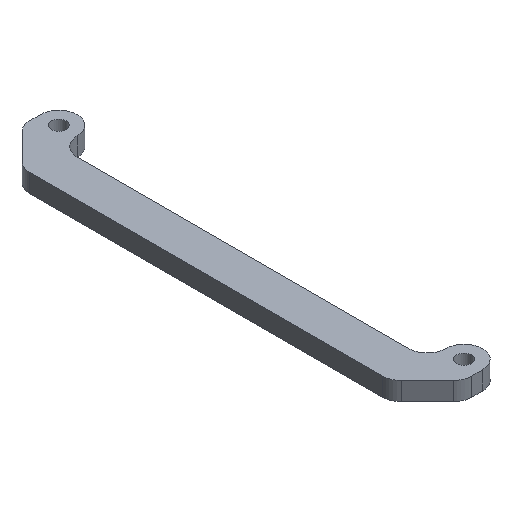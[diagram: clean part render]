
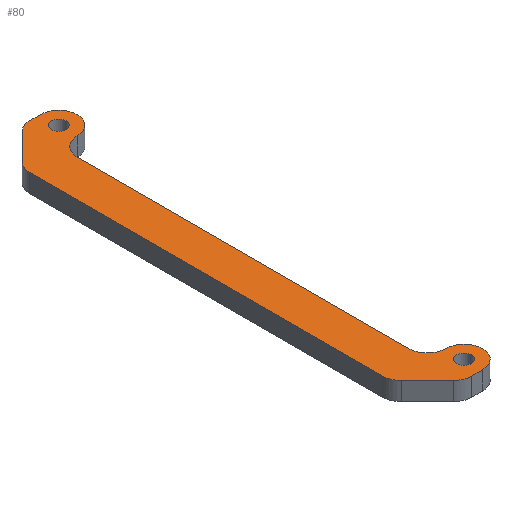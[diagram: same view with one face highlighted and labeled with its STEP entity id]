
A CAD part, isometric view. The second image highlights one B-rep face of the part: STEP entity #80.
In plain terms, the highlighted planar face has unit normal (0, 0, 1).
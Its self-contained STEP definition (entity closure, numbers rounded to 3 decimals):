
#48=FACE_BOUND('',#122,.T.);
#49=FACE_BOUND('',#123,.T.);
#50=FACE_BOUND('',#124,.T.);
#54=CIRCLE('',#364,2.);
#56=CIRCLE('',#368,2.);
#58=CIRCLE('',#371,5.);
#59=CIRCLE('',#372,5.);
#60=CIRCLE('',#373,5.);
#61=CIRCLE('',#374,5.);
#62=CIRCLE('',#375,5.);
#63=CIRCLE('',#376,5.);
#64=CIRCLE('',#377,5.);
#65=CIRCLE('',#378,5.);
#80=ADVANCED_FACE('',(#48,#49,#50),#96,.T.);
#96=PLANE('',#379);
#122=EDGE_LOOP('',(#158,#159,#160,#161,#162,#163,#164,#165,#166,#167,#168,
#169,#170,#171));
#123=EDGE_LOOP('',(#172));
#124=EDGE_LOOP('',(#173));
#158=ORIENTED_EDGE('',*,*,#268,.T.);
#159=ORIENTED_EDGE('',*,*,#282,.T.);
#160=ORIENTED_EDGE('',*,*,#283,.T.);
#161=ORIENTED_EDGE('',*,*,#270,.T.);
#162=ORIENTED_EDGE('',*,*,#284,.T.);
#163=ORIENTED_EDGE('',*,*,#285,.T.);
#164=ORIENTED_EDGE('',*,*,#276,.T.);
#165=ORIENTED_EDGE('',*,*,#286,.T.);
#166=ORIENTED_EDGE('',*,*,#287,.T.);
#167=ORIENTED_EDGE('',*,*,#288,.T.);
#168=ORIENTED_EDGE('',*,*,#262,.T.);
#169=ORIENTED_EDGE('',*,*,#289,.T.);
#170=ORIENTED_EDGE('',*,*,#290,.T.);
#171=ORIENTED_EDGE('',*,*,#291,.T.);
#172=ORIENTED_EDGE('',*,*,#274,.F.);
#173=ORIENTED_EDGE('',*,*,#280,.F.);
#230=VERTEX_POINT('',#505);
#231=VERTEX_POINT('',#506);
#236=VERTEX_POINT('',#517);
#237=VERTEX_POINT('',#519);
#238=VERTEX_POINT('',#523);
#239=VERTEX_POINT('',#524);
#242=VERTEX_POINT('',#532);
#244=VERTEX_POINT('',#537);
#245=VERTEX_POINT('',#538);
#248=VERTEX_POINT('',#546);
#250=VERTEX_POINT('',#551);
#251=VERTEX_POINT('',#554);
#252=VERTEX_POINT('',#557);
#253=VERTEX_POINT('',#559);
#254=VERTEX_POINT('',#562);
#255=VERTEX_POINT('',#564);
#262=EDGE_CURVE('',#230,#231,#308,.T.);
#268=EDGE_CURVE('',#237,#236,#314,.T.);
#270=EDGE_CURVE('',#238,#239,#316,.T.);
#274=EDGE_CURVE('',#242,#242,#54,.T.);
#276=EDGE_CURVE('',#244,#245,#320,.T.);
#280=EDGE_CURVE('',#248,#248,#56,.T.);
#282=EDGE_CURVE('',#236,#250,#58,.T.);
#283=EDGE_CURVE('',#250,#238,#59,.T.);
#284=EDGE_CURVE('',#239,#251,#60,.T.);
#285=EDGE_CURVE('',#251,#244,#61,.T.);
#286=EDGE_CURVE('',#245,#252,#62,.T.);
#287=EDGE_CURVE('',#252,#253,#324,.T.);
#288=EDGE_CURVE('',#253,#230,#63,.T.);
#289=EDGE_CURVE('',#231,#254,#64,.T.);
#290=EDGE_CURVE('',#254,#255,#325,.T.);
#291=EDGE_CURVE('',#255,#237,#65,.T.);
#308=LINE('',#504,#334);
#314=LINE('',#518,#340);
#316=LINE('',#522,#342);
#320=LINE('',#536,#346);
#324=LINE('',#558,#350);
#325=LINE('',#563,#351);
#334=VECTOR('',#401,1.);
#340=VECTOR('',#409,1.);
#342=VECTOR('',#413,1.);
#346=VECTOR('',#425,1.);
#350=VECTOR('',#447,1.);
#351=VECTOR('',#452,1.);
#364=AXIS2_PLACEMENT_3D('',#531,#419,#420);
#368=AXIS2_PLACEMENT_3D('',#545,#431,#432);
#371=AXIS2_PLACEMENT_3D('',#550,#437,#438);
#372=AXIS2_PLACEMENT_3D('',#552,#439,#440);
#373=AXIS2_PLACEMENT_3D('',#553,#441,#442);
#374=AXIS2_PLACEMENT_3D('',#555,#443,#444);
#375=AXIS2_PLACEMENT_3D('',#556,#445,#446);
#376=AXIS2_PLACEMENT_3D('',#560,#448,#449);
#377=AXIS2_PLACEMENT_3D('',#561,#450,#451);
#378=AXIS2_PLACEMENT_3D('',#565,#453,#454);
#379=AXIS2_PLACEMENT_3D('',#566,#455,#456);
#401=DIRECTION('',(0.,-1.,0.));
#409=DIRECTION('',(1.,0.,0.));
#413=DIRECTION('',(0.,1.,0.));
#419=DIRECTION('',(0.,0.,1.));
#420=DIRECTION('',(1.,0.,0.));
#425=DIRECTION('',(-1.,0.,0.));
#431=DIRECTION('',(0.,0.,1.));
#432=DIRECTION('',(1.,0.,0.));
#437=DIRECTION('',(0.,0.,1.));
#438=DIRECTION('',(1.,0.,0.));
#439=DIRECTION('',(0.,0.,-1.));
#440=DIRECTION('',(1.,0.,0.));
#441=DIRECTION('',(0.,0.,-1.));
#442=DIRECTION('',(1.,0.,0.));
#443=DIRECTION('',(0.,0.,1.));
#444=DIRECTION('',(1.,0.,0.));
#445=DIRECTION('',(0.,0.,1.));
#446=DIRECTION('',(1.,0.,0.));
#447=DIRECTION('',(-0.707,-0.707,0.));
#448=DIRECTION('',(0.,0.,1.));
#449=DIRECTION('',(1.,0.,0.));
#450=DIRECTION('',(0.,0.,1.));
#451=DIRECTION('',(1.,0.,0.));
#452=DIRECTION('',(0.707,-0.707,0.));
#453=DIRECTION('',(0.,0.,1.));
#454=DIRECTION('',(1.,0.,0.));
#455=DIRECTION('',(0.,0.,1.));
#456=DIRECTION('',(1.,0.,0.));
#504=CARTESIAN_POINT('',(-5.,60.,5.));
#505=CARTESIAN_POINT('',(-5.,47.929,5.));
#506=CARTESIAN_POINT('',(-5.,-47.929,5.));
#517=CARTESIAN_POINT('',(10.,-60.,5.));
#518=CARTESIAN_POINT('',(-5.,-60.,5.));
#519=CARTESIAN_POINT('',(7.071,-60.,5.));
#522=CARTESIAN_POINT('',(5.,-50.,5.));
#523=CARTESIAN_POINT('',(5.,-45.,5.));
#524=CARTESIAN_POINT('',(5.,45.,5.));
#531=CARTESIAN_POINT('',(10.,-55.,5.));
#532=CARTESIAN_POINT('',(12.,-55.,5.));
#536=CARTESIAN_POINT('',(15.,60.,5.));
#537=CARTESIAN_POINT('',(10.,60.,5.));
#538=CARTESIAN_POINT('',(7.071,60.,5.));
#545=CARTESIAN_POINT('',(10.,55.,5.));
#546=CARTESIAN_POINT('',(12.,55.,5.));
#550=CARTESIAN_POINT('',(10.,-55.,5.));
#551=CARTESIAN_POINT('',(10.,-50.,5.));
#552=CARTESIAN_POINT('',(10.,-45.,5.));
#553=CARTESIAN_POINT('',(10.,45.,5.));
#554=CARTESIAN_POINT('',(10.,50.,5.));
#555=CARTESIAN_POINT('',(10.,55.,5.));
#556=CARTESIAN_POINT('',(7.071,55.,5.));
#557=CARTESIAN_POINT('',(3.536,58.536,5.));
#558=CARTESIAN_POINT('',(-50.,5.,5.));
#559=CARTESIAN_POINT('',(-3.536,51.464,5.));
#560=CARTESIAN_POINT('',(0.,47.929,5.));
#561=CARTESIAN_POINT('',(0.,-47.929,5.));
#562=CARTESIAN_POINT('',(-3.536,-51.464,5.));
#563=CARTESIAN_POINT('',(5.,-60.,5.));
#564=CARTESIAN_POINT('',(3.536,-58.536,5.));
#565=CARTESIAN_POINT('',(7.071,-55.,5.));
#566=CARTESIAN_POINT('',(10.,-55.,5.));
